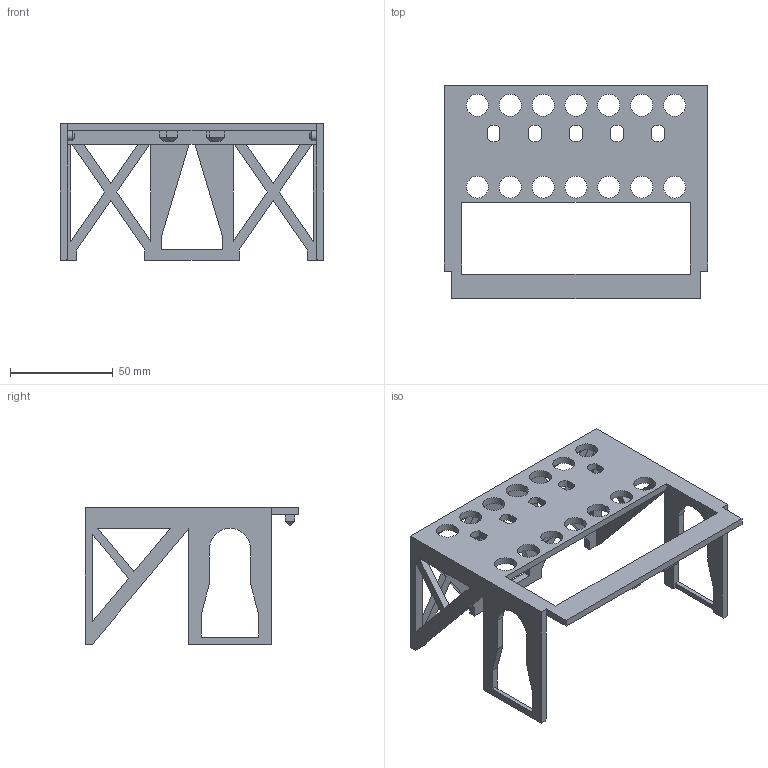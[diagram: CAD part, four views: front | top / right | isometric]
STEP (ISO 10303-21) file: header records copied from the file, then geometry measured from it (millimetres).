
FILE_DESCRIPTION(/* description */ ('STEP AP242','CAx-IF Rec.Pracs.---Representation and Presentation of Product Manufacturing Information (PMI)---4.0---2014-10-13','CAx-IF Rec.Pracs.---3D Tessellated Geometry---0.4---2014-09-14','2;1'),/* implementation_level */ '2;1');
FILE_NAME(/* name */ '66889d4439a21f14b0ba75b8',/* time_stamp */ '2024-07-06T01:26:28Z',/* author */ (''),/* organization */ (''),/* preprocessor_version */ 'ST-DEVELOPER v20',/* originating_system */ ' ',/* authorisation */ ' ');
FILE_SCHEMA (('AP242_MANAGED_MODEL_BASED_3D_ENGINEERING_MIM_LF { 1 0 10303 442 1 1 4 }'));
Length unit declared in the file: metre
Products named in the file (7): Curve 6; Curve 5; Curve 4; Curve 3; Curve 2; Curve 1; Part 1
Bounding box: 128.2 x 104 x 66.5 mm (x, y, z)
Volume: 59006.6 mm3; surface area: 44735.8 mm2
Topology: 1 solids, 1 shells, 181 faces, 533 edges, 374 vertices
Faces by surface type: plane 147, cylinder 30, cone 4
Full cylindrical faces by diameter (mm): 4.724 x4, 10.738 x14
Entity records: 6085 total; most frequent: CARTESIAN_POINT 1005, ORIENTED_EDGE 954, DIRECTION 935, EDGE_CURVE 477, LINE 431, VECTOR 431, VERTEX_POINT 322, EDGE_LOOP 271
